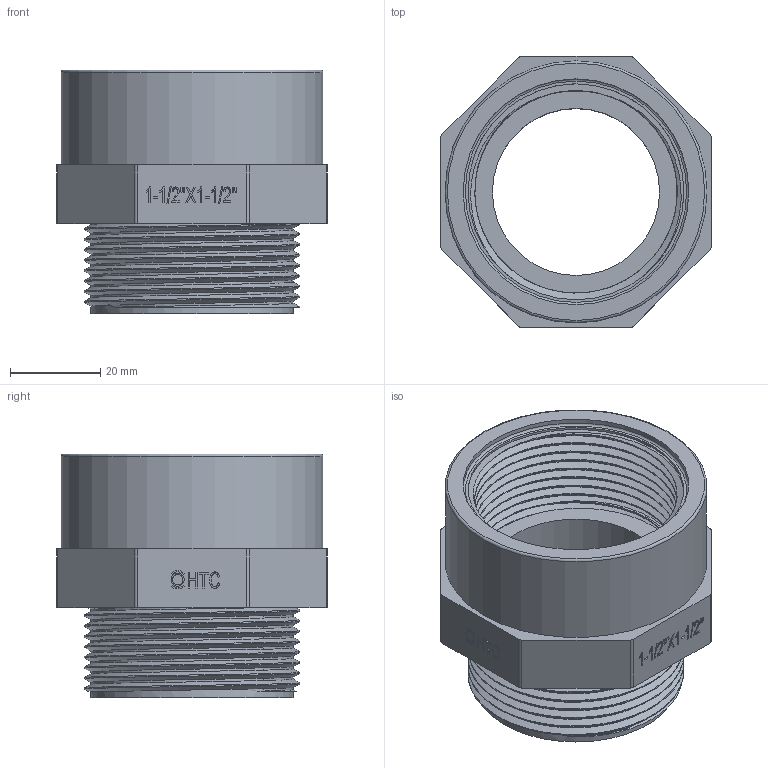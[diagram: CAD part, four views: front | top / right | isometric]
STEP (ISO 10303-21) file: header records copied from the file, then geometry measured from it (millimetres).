
FILE_DESCRIPTION(/* description */ (''),/* implementation_level */ '2;1');
FILE_NAME(/* name */ 'Z1A050050.stp',/* time_stamp */ '2025-05-15T16:15:06+08:00',/* author */ (''),/* organization */ (''),/* preprocessor_version */ 'ST-DEVELOPER v16.7',/* originating_system */ 'SIEMENS PLM Software NX 12.0',/* authorisation */ '');
FILE_SCHEMA (('AUTOMOTIVE_DESIGN { 1 0 10303 214 3 1 1 1 }'));
Length unit declared in the file: millimetre
Products named in the file (1): Admi0674FAD7a5dp
Bounding box: 60 x 60 x 54 mm (x, y, z)
Volume: 55068.7 mm3; surface area: 24553.1 mm2
Topology: 1 solids, 1 shells, 353 faces, 939 edges, 626 vertices
Faces by surface type: plane 198, extrusion 108, cylinder 39, bspline 6, torus 2
Full cylindrical faces by diameter (mm): 2.333 x1, 2.917 x1, 37 x1, 44.845 x9, 47.803 x9, 50 x1, 58 x1
Entity records: 17308 total; most frequent: CARTESIAN_POINT 9964, ORIENTED_EDGE 1748, DIRECTION 974, EDGE_CURVE 874, B_SPLINE_CURVE_WITH_KNOTS 612, VERTEX_POINT 587, VECTOR 428, EDGE_LOOP 385
